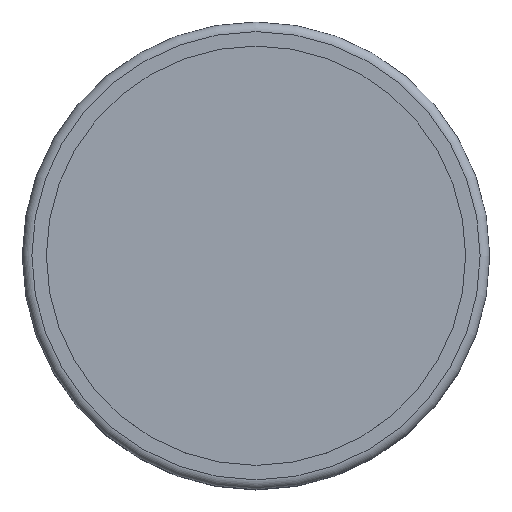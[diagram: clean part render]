
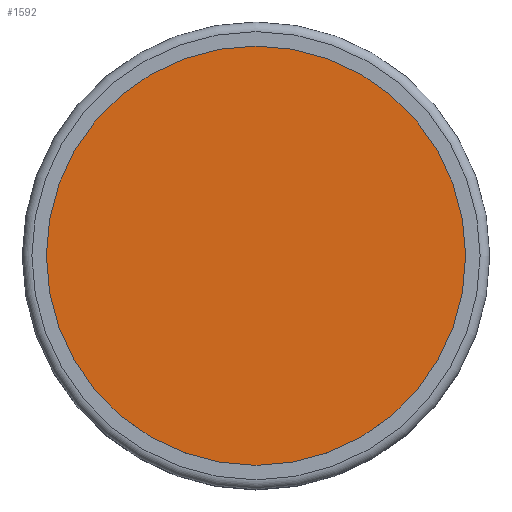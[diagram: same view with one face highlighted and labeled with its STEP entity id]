
A CAD part, top view. The second image highlights one B-rep face of the part: STEP entity #1592.
In plain terms, the highlighted planar face has unit normal (0, 0, 1).
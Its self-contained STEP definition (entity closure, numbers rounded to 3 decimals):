
#82=PLANE('',#1807);
#399=FACE_OUTER_BOUND('',#500,.T.);
#500=EDGE_LOOP('',(#1391));
#612=CIRCLE('',#1806,4.35);
#741=VERTEX_POINT('',#3285);
#958=EDGE_CURVE('',#741,#741,#612,.T.);
#1391=ORIENTED_EDGE('',*,*,#958,.T.);
#1592=ADVANCED_FACE('',(#399),#82,.T.);
#1806=AXIS2_PLACEMENT_3D('',#3286,#2285,#2286);
#1807=AXIS2_PLACEMENT_3D('',#3288,#2288,#2289);
#2285=DIRECTION('center_axis',(0.,0.,
1.));
#2286=DIRECTION('ref_axis',(0.,-1.,0.));
#2288=DIRECTION('center_axis',(0.,0.,
1.));
#2289=DIRECTION('ref_axis',(-1.,0.,0.));
#3285=CARTESIAN_POINT('',(-1.85,-3.1,6.55));
#3286=CARTESIAN_POINT('Origin',(-1.85,1.25,6.55));
#3288=CARTESIAN_POINT('Origin',(-1.85,1.25,6.55));
